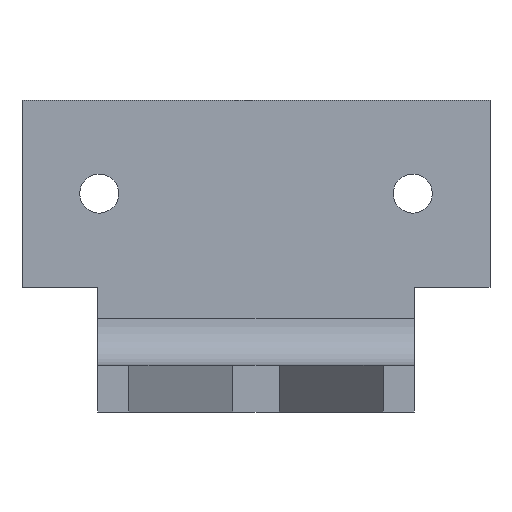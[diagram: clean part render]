
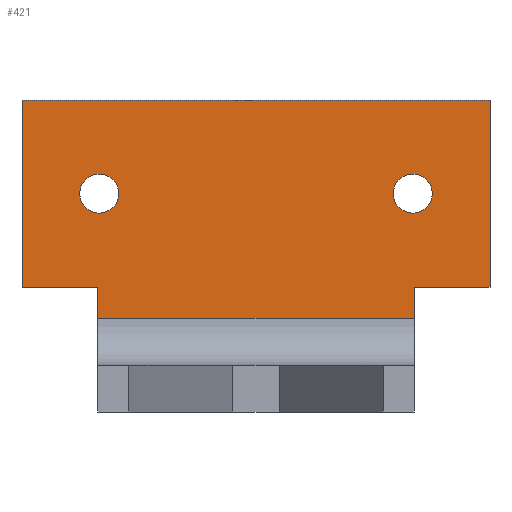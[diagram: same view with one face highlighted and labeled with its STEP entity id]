
A CAD part, front view. The second image highlights one B-rep face of the part: STEP entity #421.
In plain terms, the highlighted planar face has unit normal (0, -1, 0).
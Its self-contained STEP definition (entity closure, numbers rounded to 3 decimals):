
#15=FACE_BOUND('',#72,.T.);
#16=FACE_BOUND('',#73,.T.);
#24=PLANE('',#474);
#47=FACE_OUTER_BOUND('',#71,.T.);
#71=EDGE_LOOP('',(#325,#326,#327,#328,#329,#330,#331,#332));
#72=EDGE_LOOP('',(#333));
#73=EDGE_LOOP('',(#334));
#93=LINE('',#624,#143);
#97=LINE('',#632,#147);
#100=LINE('',#639,#150);
#104=LINE('',#647,#154);
#111=LINE('',#664,#161);
#112=LINE('',#667,#162);
#113=LINE('',#668,#163);
#114=LINE('',#669,#164);
#143=VECTOR('',#510,10.);
#147=VECTOR('',#516,10.);
#150=VECTOR('',#521,10.);
#154=VECTOR('',#527,10.);
#161=VECTOR('',#542,10.);
#162=VECTOR('',#545,10.);
#163=VECTOR('',#546,10.);
#164=VECTOR('',#547,10.);
#192=CIRCLE('',#462,1.25);
#194=CIRCLE('',#465,1.25);
#200=VERTEX_POINT('',#612);
#202=VERTEX_POINT('',#618);
#203=VERTEX_POINT('',#622);
#204=VERTEX_POINT('',#623);
#207=VERTEX_POINT('',#631);
#209=VERTEX_POINT('',#637);
#210=VERTEX_POINT('',#638);
#213=VERTEX_POINT('',#646);
#219=VERTEX_POINT('',#662);
#220=VERTEX_POINT('',#666);
#237=EDGE_CURVE('',#200,#200,#192,.T.);
#240=EDGE_CURVE('',#202,#202,#194,.T.);
#241=EDGE_CURVE('',#203,#204,#93,.T.);
#245=EDGE_CURVE('',#204,#207,#97,.T.);
#248=EDGE_CURVE('',#209,#210,#100,.T.);
#252=EDGE_CURVE('',#210,#213,#104,.T.);
#261=EDGE_CURVE('',#219,#203,#111,.T.);
#262=EDGE_CURVE('',#219,#220,#112,.T.);
#263=EDGE_CURVE('',#220,#213,#113,.T.);
#264=EDGE_CURVE('',#207,#209,#114,.T.);
#325=ORIENTED_EDGE('',*,*,#262,.T.);
#326=ORIENTED_EDGE('',*,*,#263,.T.);
#327=ORIENTED_EDGE('',*,*,#252,.F.);
#328=ORIENTED_EDGE('',*,*,#248,.F.);
#329=ORIENTED_EDGE('',*,*,#264,.F.);
#330=ORIENTED_EDGE('',*,*,#245,.F.);
#331=ORIENTED_EDGE('',*,*,#241,.F.);
#332=ORIENTED_EDGE('',*,*,#261,.F.);
#333=ORIENTED_EDGE('',*,*,#237,.T.);
#334=ORIENTED_EDGE('',*,*,#240,.T.);
#421=ADVANCED_FACE('',(#47,#15,#16),#24,.T.);
#462=AXIS2_PLACEMENT_3D('',#614,#499,#500);
#465=AXIS2_PLACEMENT_3D('',#620,#506,#507);
#474=AXIS2_PLACEMENT_3D('',#665,#543,#544);
#499=DIRECTION('center_axis',(0.,1.,0.));
#500=DIRECTION('ref_axis',(-1.,0.,0.));
#506=DIRECTION('center_axis',(0.,1.,0.));
#507=DIRECTION('ref_axis',(-1.,0.,0.));
#510=DIRECTION('',(-1.,0.,0.));
#516=DIRECTION('',(0.,0.,1.));
#521=DIRECTION('',(0.,0.,-1.));
#527=DIRECTION('',(-1.,0.,0.));
#542=DIRECTION('',(0.,0.,1.));
#543=DIRECTION('center_axis',(0.,-1.,0.));
#544=DIRECTION('ref_axis',(1.,0.,0.));
#545=DIRECTION('',(1.,0.,0.));
#546=DIRECTION('',(0.,0.,1.));
#547=DIRECTION('',(1.,0.,0.));
#612=CARTESIAN_POINT('',(-8.8,1.,14.));
#614=CARTESIAN_POINT('Origin',(-10.05,1.,14.));
#618=CARTESIAN_POINT('',(11.3,1.,14.));
#620=CARTESIAN_POINT('Origin',(10.05,1.,14.));
#622=CARTESIAN_POINT('',(-10.15,1.,8.));
#623=CARTESIAN_POINT('',(-15.,1.,8.));
#624=CARTESIAN_POINT('',(-10.15,1.,8.));
#631=CARTESIAN_POINT('',(-15.,1.,20.));
#632=CARTESIAN_POINT('',(-15.,1.,8.));
#637=CARTESIAN_POINT('',(15.,1.,20.));
#638=CARTESIAN_POINT('',(15.,1.,8.));
#639=CARTESIAN_POINT('',(15.,1.,20.));
#646=CARTESIAN_POINT('',(10.15,1.,8.));
#647=CARTESIAN_POINT('',(15.,1.,8.));
#662=CARTESIAN_POINT('',(-10.15,1.,6.));
#664=CARTESIAN_POINT('',(-10.15,1.,-0.786));
#665=CARTESIAN_POINT('Origin',(0.,1.,9.607));
#666=CARTESIAN_POINT('',(10.15,1.,6.));
#667=CARTESIAN_POINT('',(0.,1.,6.));
#668=CARTESIAN_POINT('',(10.15,1.,-0.786));
#669=CARTESIAN_POINT('',(-15.,1.,20.));
